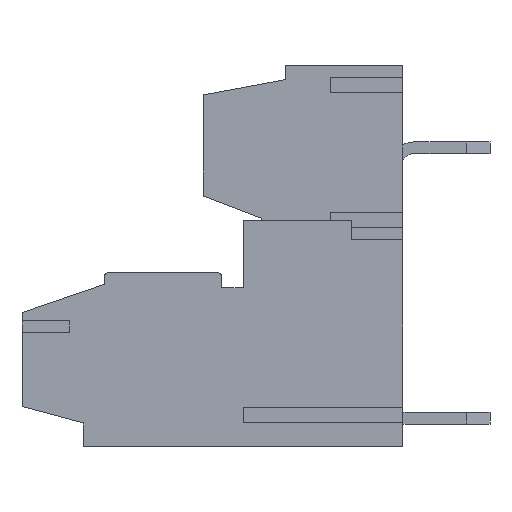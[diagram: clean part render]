
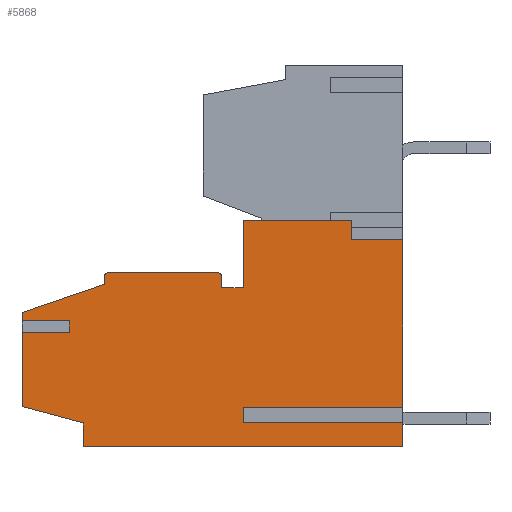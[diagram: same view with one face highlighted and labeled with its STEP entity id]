
A CAD part, left-side view. The second image highlights one B-rep face of the part: STEP entity #5868.
In plain terms, the highlighted planar face has unit normal (-1, 0, 0).
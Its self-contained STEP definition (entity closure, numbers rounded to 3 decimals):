
#164=CIRCLE('',#6442,0.2);
#165=CIRCLE('',#6443,0.2);
#361=ORIENTED_EDGE('',*,*,#2052,.F.);
#362=ORIENTED_EDGE('',*,*,#2053,.F.);
#363=ORIENTED_EDGE('',*,*,#2054,.T.);
#364=ORIENTED_EDGE('',*,*,#2023,.T.);
#365=ORIENTED_EDGE('',*,*,#2055,.T.);
#366=ORIENTED_EDGE('',*,*,#1999,.T.);
#367=ORIENTED_EDGE('',*,*,#1943,.T.);
#368=ORIENTED_EDGE('',*,*,#2056,.T.);
#369=ORIENTED_EDGE('',*,*,#2057,.T.);
#370=ORIENTED_EDGE('',*,*,#2058,.T.);
#371=ORIENTED_EDGE('',*,*,#2059,.T.);
#372=ORIENTED_EDGE('',*,*,#1952,.T.);
#373=ORIENTED_EDGE('',*,*,#2060,.T.);
#374=ORIENTED_EDGE('',*,*,#2061,.T.);
#375=ORIENTED_EDGE('',*,*,#2062,.T.);
#376=ORIENTED_EDGE('',*,*,#1974,.F.);
#377=ORIENTED_EDGE('',*,*,#2063,.F.);
#378=ORIENTED_EDGE('',*,*,#2064,.T.);
#379=ORIENTED_EDGE('',*,*,#2065,.T.);
#380=ORIENTED_EDGE('',*,*,#1982,.F.);
#381=ORIENTED_EDGE('',*,*,#2066,.T.);
#382=ORIENTED_EDGE('',*,*,#2067,.T.);
#383=ORIENTED_EDGE('',*,*,#2068,.F.);
#384=ORIENTED_EDGE('',*,*,#2027,.T.);
#1943=EDGE_CURVE('',#2792,#2791,#3352,.T.);
#1952=EDGE_CURVE('',#2800,#2801,#3361,.T.);
#1974=EDGE_CURVE('',#2821,#2822,#3382,.T.);
#1982=EDGE_CURVE('',#2829,#2830,#3390,.T.);
#1999=EDGE_CURVE('',#2846,#2792,#3405,.T.);
#2023=EDGE_CURVE('',#2868,#2867,#3429,.T.);
#2027=EDGE_CURVE('',#2872,#2871,#3433,.T.);
#2052=EDGE_CURVE('',#2893,#2871,#3458,.T.);
#2053=EDGE_CURVE('',#2894,#2893,#3459,.T.);
#2054=EDGE_CURVE('',#2894,#2868,#3460,.T.);
#2055=EDGE_CURVE('',#2867,#2846,#3461,.T.);
#2056=EDGE_CURVE('',#2791,#2895,#3462,.T.);
#2057=EDGE_CURVE('',#2895,#2896,#3463,.T.);
#2058=EDGE_CURVE('',#2896,#2897,#3464,.T.);
#2059=EDGE_CURVE('',#2897,#2800,#164,.T.);
#2060=EDGE_CURVE('',#2801,#2898,#165,.T.);
#2061=EDGE_CURVE('',#2898,#2899,#3465,.T.);
#2062=EDGE_CURVE('',#2899,#2822,#3466,.T.);
#2063=EDGE_CURVE('',#2900,#2821,#3467,.T.);
#2064=EDGE_CURVE('',#2900,#2901,#3468,.T.);
#2065=EDGE_CURVE('',#2901,#2830,#3469,.T.);
#2066=EDGE_CURVE('',#2829,#2902,#3470,.T.);
#2067=EDGE_CURVE('',#2902,#2903,#3471,.T.);
#2068=EDGE_CURVE('',#2872,#2903,#3472,.T.);
#2791=VERTEX_POINT('',#8468);
#2792=VERTEX_POINT('',#8470);
#2800=VERTEX_POINT('',#8488);
#2801=VERTEX_POINT('',#8489);
#2821=VERTEX_POINT('',#8533);
#2822=VERTEX_POINT('',#8535);
#2829=VERTEX_POINT('',#8549);
#2830=VERTEX_POINT('',#8551);
#2846=VERTEX_POINT('',#8587);
#2867=VERTEX_POINT('',#8633);
#2868=VERTEX_POINT('',#8635);
#2871=VERTEX_POINT('',#8641);
#2872=VERTEX_POINT('',#8643);
#2893=VERTEX_POINT('',#8691);
#2894=VERTEX_POINT('',#8693);
#2895=VERTEX_POINT('',#8697);
#2896=VERTEX_POINT('',#8699);
#2897=VERTEX_POINT('',#8701);
#2898=VERTEX_POINT('',#8704);
#2899=VERTEX_POINT('',#8706);
#2900=VERTEX_POINT('',#8709);
#2901=VERTEX_POINT('',#8711);
#2902=VERTEX_POINT('',#8714);
#2903=VERTEX_POINT('',#8716);
#3352=LINE('',#8469,#4114);
#3361=LINE('',#8487,#4123);
#3382=LINE('',#8534,#4144);
#3390=LINE('',#8550,#4152);
#3405=LINE('',#8586,#4167);
#3429=LINE('',#8634,#4191);
#3433=LINE('',#8642,#4195);
#3458=LINE('',#8690,#4220);
#3459=LINE('',#8692,#4221);
#3460=LINE('',#8694,#4222);
#3461=LINE('',#8695,#4223);
#3462=LINE('',#8696,#4224);
#3463=LINE('',#8698,#4225);
#3464=LINE('',#8700,#4226);
#3465=LINE('',#8705,#4227);
#3466=LINE('',#8707,#4228);
#3467=LINE('',#8708,#4229);
#3468=LINE('',#8710,#4230);
#3469=LINE('',#8712,#4231);
#3470=LINE('',#8713,#4232);
#3471=LINE('',#8715,#4233);
#3472=LINE('',#8717,#4234);
#4114=VECTOR('',#6863,1000.);
#4123=VECTOR('',#6874,1000.);
#4144=VECTOR('',#6903,1000.);
#4152=VECTOR('',#6911,1000.);
#4167=VECTOR('',#6936,1000.);
#4191=VECTOR('',#6964,1000.);
#4195=VECTOR('',#6968,1000.);
#4220=VECTOR('',#6997,1000.);
#4221=VECTOR('',#6998,1000.);
#4222=VECTOR('',#6999,1000.);
#4223=VECTOR('',#7000,1000.);
#4224=VECTOR('',#7001,1000.);
#4225=VECTOR('',#7002,1000.);
#4226=VECTOR('',#7003,1000.);
#4227=VECTOR('',#7008,1000.);
#4228=VECTOR('',#7009,1000.);
#4229=VECTOR('',#7010,1000.);
#4230=VECTOR('',#7011,1000.);
#4231=VECTOR('',#7012,1000.);
#4232=VECTOR('',#7013,1000.);
#4233=VECTOR('',#7014,1000.);
#4234=VECTOR('',#7015,1000.);
#4884=EDGE_LOOP('',(#361,#362,#363,#364,#365,#366,#367,#368,#369,#370,#371,
#372,#373,#374,#375,#376,#377,#378,#379,#380,#381,#382,#383,#384));
#5248=FACE_BOUND('',#4884,.T.);
#5602=PLANE('',#6441);
#5868=ADVANCED_FACE('',(#5248),#5602,.T.);
#6441=AXIS2_PLACEMENT_3D('',#8689,#6995,#6996);
#6442=AXIS2_PLACEMENT_3D('',#8702,#7004,#7005);
#6443=AXIS2_PLACEMENT_3D('',#8703,#7006,#7007);
#6863=DIRECTION('',(0.,1.,0.));
#6874=DIRECTION('',(0.,1.,0.));
#6903=DIRECTION('',(0.,0.,1.));
#6911=DIRECTION('',(0.,0.,1.));
#6936=DIRECTION('',(0.,0.,1.));
#6964=DIRECTION('',(0.,0.,1.));
#6968=DIRECTION('',(0.,0.,1.));
#6995=DIRECTION('',(-1.,0.,0.));
#6996=DIRECTION('',(0.,0.,1.));
#6997=DIRECTION('',(0.,-1.,0.));
#6998=DIRECTION('',(0.,0.,-1.));
#6999=DIRECTION('',(0.,-1.,0.));
#7000=DIRECTION('',(0.,1.,0.));
#7001=DIRECTION('',(0.,0.,-1.));
#7002=DIRECTION('',(0.,1.,0.));
#7003=DIRECTION('',(0.,0.,1.));
#7004=DIRECTION('',(-1.,0.,0.));
#7005=DIRECTION('',(0.,0.,1.));
#7006=DIRECTION('',(-1.,0.,0.));
#7007=DIRECTION('',(0.,0.,1.));
#7008=DIRECTION('',(0.,0.,-1.));
#7009=DIRECTION('',(0.,0.946,-0.324));
#7010=DIRECTION('',(0.,1.,0.));
#7011=DIRECTION('',(0.,0.,-1.));
#7012=DIRECTION('',(0.,1.,0.));
#7013=DIRECTION('',(0.,-0.966,-0.26));
#7014=DIRECTION('',(0.,0.,-1.));
#7015=DIRECTION('',(0.,1.,0.));
#8468=CARTESIAN_POINT('',(-3.5,-1.3,4.8));
#8469=CARTESIAN_POINT('',(-3.5,-8.1,4.8));
#8470=CARTESIAN_POINT('',(-3.5,-5.9,4.8));
#8487=CARTESIAN_POINT('',(-3.5,-8.1,2.6));
#8488=CARTESIAN_POINT('',(-3.5,-0.2,2.6));
#8489=CARTESIAN_POINT('',(-3.5,4.4,2.6));
#8533=CARTESIAN_POINT('',(-3.5,8.1,0.55));
#8534=CARTESIAN_POINT('',(-3.5,8.1,-4.8));
#8535=CARTESIAN_POINT('',(-3.5,8.1,0.9));
#8549=CARTESIAN_POINT('',(-3.5,8.1,-3.1));
#8550=CARTESIAN_POINT('',(-3.5,8.1,-4.8));
#8551=CARTESIAN_POINT('',(-3.5,8.1,0.05));
#8586=CARTESIAN_POINT('',(-3.5,-5.9,-4.8));
#8587=CARTESIAN_POINT('',(-3.5,-5.9,4.));
#8633=CARTESIAN_POINT('',(-3.5,-8.1,4.));
#8634=CARTESIAN_POINT('',(-3.5,-8.1,-4.8));
#8635=CARTESIAN_POINT('',(-3.5,-8.1,-3.225));
#8641=CARTESIAN_POINT('',(-3.5,-8.1,-3.725));
#8642=CARTESIAN_POINT('',(-3.5,-8.1,-4.8));
#8643=CARTESIAN_POINT('',(-3.5,-8.1,-4.8));
#8689=CARTESIAN_POINT('',(-3.5,-8.1,-4.8));
#8690=CARTESIAN_POINT('',(-3.5,-1.3,-3.725));
#8691=CARTESIAN_POINT('',(-3.5,-1.3,-3.725));
#8692=CARTESIAN_POINT('',(-3.5,-1.3,-3.225));
#8693=CARTESIAN_POINT('',(-3.5,-1.3,-3.225));
#8694=CARTESIAN_POINT('',(-3.5,-1.3,-3.225));
#8695=CARTESIAN_POINT('',(-3.5,-8.1,4.));
#8696=CARTESIAN_POINT('',(-3.5,-1.3,-4.8));
#8697=CARTESIAN_POINT('',(-3.5,-1.3,1.95));
#8698=CARTESIAN_POINT('',(-3.5,-8.1,1.95));
#8699=CARTESIAN_POINT('',(-3.5,-0.4,1.95));
#8700=CARTESIAN_POINT('',(-3.5,-0.4,-4.8));
#8701=CARTESIAN_POINT('',(-3.5,-0.4,2.4));
#8702=CARTESIAN_POINT('',(-3.5,-0.2,2.4));
#8703=CARTESIAN_POINT('',(-3.5,4.4,2.4));
#8704=CARTESIAN_POINT('',(-3.5,4.6,2.4));
#8705=CARTESIAN_POINT('',(-3.5,4.6,-4.8));
#8706=CARTESIAN_POINT('',(-3.5,4.6,2.1));
#8707=CARTESIAN_POINT('',(-3.5,-4.647,5.27));
#8708=CARTESIAN_POINT('',(-3.5,6.1,0.55));
#8709=CARTESIAN_POINT('',(-3.5,6.1,0.55));
#8710=CARTESIAN_POINT('',(-3.5,6.1,0.55));
#8711=CARTESIAN_POINT('',(-3.5,6.1,0.05));
#8712=CARTESIAN_POINT('',(-3.5,6.1,0.05));
#8713=CARTESIAN_POINT('',(-3.5,-7.432,-7.282));
#8714=CARTESIAN_POINT('',(-3.5,5.5,-3.8));
#8715=CARTESIAN_POINT('',(-3.5,5.5,-4.8));
#8716=CARTESIAN_POINT('',(-3.5,5.5,-4.8));
#8717=CARTESIAN_POINT('',(-3.5,-8.1,-4.8));
